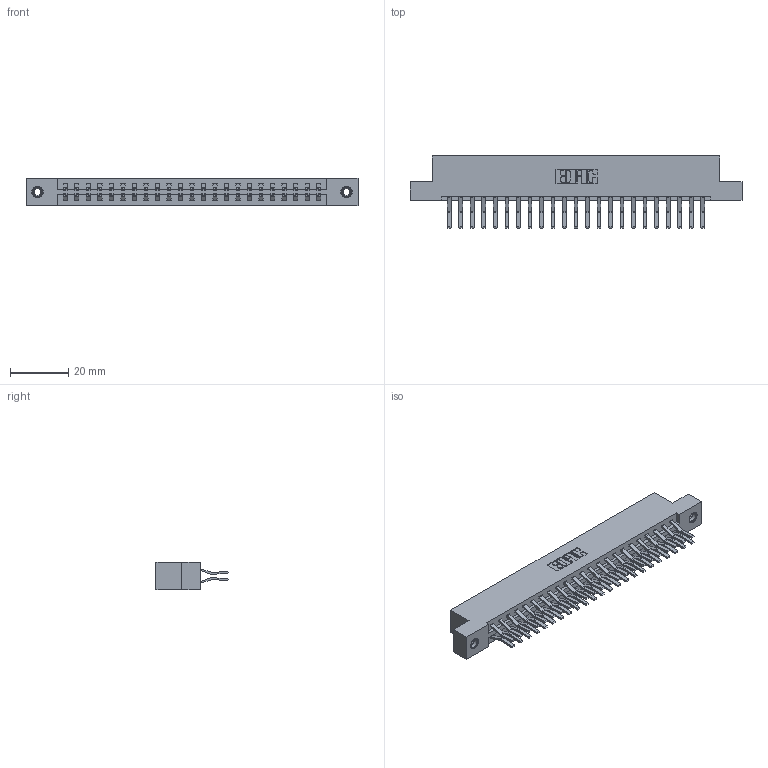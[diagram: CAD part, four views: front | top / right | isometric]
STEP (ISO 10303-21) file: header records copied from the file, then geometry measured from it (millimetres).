
FILE_DESCRIPTION (( 'STEP AP203' ), '1' );
FILE_NAME ('387-046-560-208.STEP', '2018-09-20T05:04:00', ( '' ), ( '' ), 'SwSTEP 2.0', 'SolidWorks 2016', '' );
FILE_SCHEMA (( 'CONFIG_CONTROL_DESIGN' ));
Length unit declared in the file: inch
Products named in the file (4): 345-250-001_345-250-003-102; 387-046-560-208; 337 Part_Flush Mounting Lugs - 0.156 Dia-TI; 345-292-001_560 Tail
Assembly tree (49 placements, depth 2):
  387-046-560-208
    337 Part_Flush Mounting Lugs - 0.156 Dia-TI
    345-292-001_560 Tail  x46
    345-250-001_345-250-003-102  x2
Bounding box: 114.15 x 24.78 x 9.4 mm (x, y, z)
Volume: 12071.9 mm3; surface area: 14359.3 mm2
Topology: 49 solids, 49 shells, 2750 faces, 8129 edges, 5350 vertices
Faces by surface type: plane 1850, cylinder 884, cone 12, torus 4
Entity records: 21564 total; most frequent: CARTESIAN_POINT 3629, ORIENTED_EDGE 3558, DIRECTION 3157, EDGE_CURVE 1779, LINE 1627, VECTOR 1627, VERTEX_POINT 1180, AXIS2_PLACEMENT_3D 765
